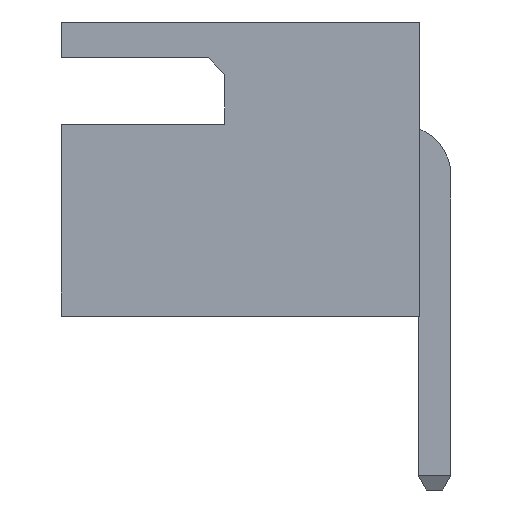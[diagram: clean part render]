
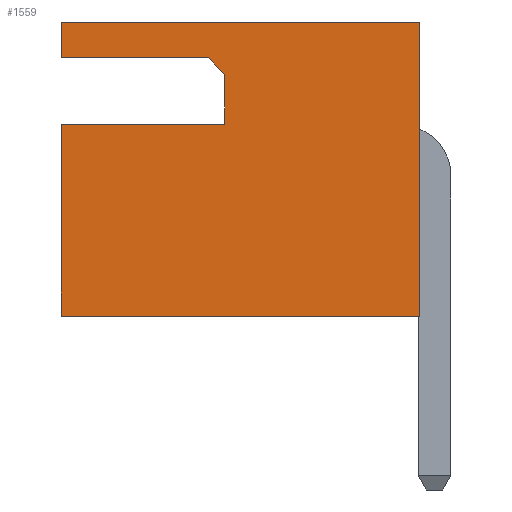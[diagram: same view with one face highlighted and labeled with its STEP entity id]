
A CAD part, left-side view. The second image highlights one B-rep face of the part: STEP entity #1559.
In plain terms, the highlighted planar face has unit normal (-1, 0, 0).
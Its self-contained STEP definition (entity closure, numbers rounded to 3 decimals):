
#1559=ADVANCED_FACE('',(#2816),#2818,.T.);
#2816=FACE_BOUND('',#2817,.T.);
#2817=EDGE_LOOP('',(#3868,#3869,#3870,#3871,#3872,#3873,#3874,#3875,#3876));
#2818=PLANE('',#2819);
#2819=AXIS2_PLACEMENT_3D('',#2820,#2821,#2822);
#2820=CARTESIAN_POINT('',(-45.05,0.3,0.));
#2821=DIRECTION('',(-1.,0.,0.));
#2822=DIRECTION('',(0.,0.,1.));
#3868=ORIENTED_EDGE('',*,*,#4494,.T.);
#3869=ORIENTED_EDGE('',*,*,#4495,.T.);
#3870=ORIENTED_EDGE('',*,*,#4496,.F.);
#3871=ORIENTED_EDGE('',*,*,#4394,.F.);
#3872=ORIENTED_EDGE('',*,*,#4421,.T.);
#3873=ORIENTED_EDGE('',*,*,#4477,.T.);
#3874=ORIENTED_EDGE('',*,*,#4497,.F.);
#3875=ORIENTED_EDGE('',*,*,#4498,.T.);
#3876=ORIENTED_EDGE('',*,*,#4499,.T.);
#4394=EDGE_CURVE('',#5064,#5066,#5067,.T.);
#4421=EDGE_CURVE('',#5064,#5100,#5102,.T.);
#4477=EDGE_CURVE('',#5100,#5176,#5178,.T.);
#4494=EDGE_CURVE('',#5195,#5196,#5197,.F.);
#4495=EDGE_CURVE('',#5196,#5198,#5199,.F.);
#4496=EDGE_CURVE('',#5066,#5198,#5200,.T.);
#4497=EDGE_CURVE('',#5201,#5176,#5202,.T.);
#4498=EDGE_CURVE('',#5201,#5203,#5204,.F.);
#4499=EDGE_CURVE('',#5203,#5195,#5205,.F.);
#5064=VERTEX_POINT('',#6313);
#5066=VERTEX_POINT('',#6317);
#5067=LINE('',#6318,#6319);
#5100=VERTEX_POINT('',#6403);
#5102=LINE('',#6407,#6408);
#5176=VERTEX_POINT('',#6591);
#5178=LINE('',#6595,#6596);
#5195=VERTEX_POINT('',#6646);
#5196=VERTEX_POINT('',#6647);
#5197=LINE('',#6648,#6649);
#5198=VERTEX_POINT('',#6651);
#5199=LINE('',#6652,#6653);
#5200=LINE('',#6655,#6656);
#5201=VERTEX_POINT('',#6658);
#5202=LINE('',#6659,#6660);
#5203=VERTEX_POINT('',#6662);
#5204=LINE('',#6663,#6664);
#5205=LINE('',#6666,#6667);
#6313=CARTESIAN_POINT('',(-45.05,0.3,0.));
#6317=CARTESIAN_POINT('',(-45.05,7.3,0.));
#6318=CARTESIAN_POINT('',(-45.05,0.3,0.));
#6319=VECTOR('',#6320,1.);
#6320=DIRECTION('',(0.,1.,0.));
#6403=CARTESIAN_POINT('',(-45.05,0.3,5.75));
#6407=CARTESIAN_POINT('',(-45.05,0.3,0.));
#6408=VECTOR('',#6409,1.);
#6409=DIRECTION('',(0.,0.,1.));
#6591=CARTESIAN_POINT('',(-45.05,7.3,5.75));
#6595=CARTESIAN_POINT('',(-45.05,0.3,5.75));
#6596=VECTOR('',#6597,1.);
#6597=DIRECTION('',(0.,1.,0.));
#6646=CARTESIAN_POINT('',(-45.05,4.1,4.725));
#6647=CARTESIAN_POINT('',(-45.05,4.1,3.75));
#6648=CARTESIAN_POINT('',(-45.05,4.1,3.75));
#6649=VECTOR('',#6650,1.);
#6650=DIRECTION('',(0.,0.,1.));
#6651=CARTESIAN_POINT('',(-45.05,7.3,3.75));
#6652=CARTESIAN_POINT('',(-45.05,7.3,3.75));
#6653=VECTOR('',#6654,1.);
#6654=DIRECTION('',(0.,-1.,0.));
#6655=CARTESIAN_POINT('',(-45.05,7.3,0.));
#6656=VECTOR('',#6657,1.);
#6657=DIRECTION('',(0.,0.,1.));
#6658=CARTESIAN_POINT('',(-45.05,7.3,5.05));
#6659=CARTESIAN_POINT('',(-45.05,7.3,5.05));
#6660=VECTOR('',#6661,1.);
#6661=DIRECTION('',(0.,0.,1.));
#6662=CARTESIAN_POINT('',(-45.05,4.425,5.05));
#6663=CARTESIAN_POINT('',(-45.05,4.425,5.05));
#6664=VECTOR('',#6665,1.);
#6665=DIRECTION('',(0.,1.,0.));
#6666=CARTESIAN_POINT('',(-45.05,4.1,4.725));
#6667=VECTOR('',#6668,1.);
#6668=DIRECTION('',(0.,0.707,0.707));
